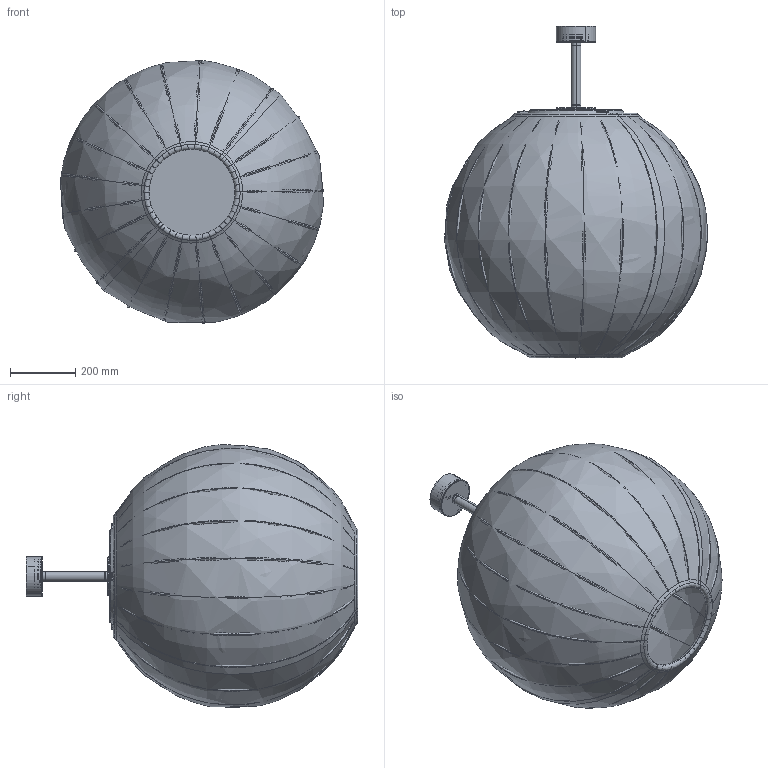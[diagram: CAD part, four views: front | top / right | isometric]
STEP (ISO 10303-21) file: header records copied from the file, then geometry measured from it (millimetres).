
FILE_DESCRIPTION (( 'STEP AP203' ), '1' );
FILE_NAME ('NANS SPHERA PF-80 309051yyxxx.STEP', '2021-07-19T14:11:58', ( '' ), ( '' ), 'SwSTEP 2.0', 'SolidWorks 2019', '' );
FILE_SCHEMA (( 'CONFIG_CONTROL_DESIGN' ));
Length unit declared in the file: millimetre
Products named in the file (18): 000-DIFUSOR POLIESTER PARA 300; 000-309-112; 000-261-049; 000-914-207; 000-309-050; 000-914-186; 000-MON PANEL GRANDE IP TUBOS RIGIDOS; 000-309-057; 000-D913-46A2; 000-309-056; NANS SPHERA PF-80 309051yyxxx; 000-D7991-312A2; TAPON TORNILLO M4^000-MON PANEL GRANDE IP TUBOS RIGIDOS; 000-D6798J-5.3A2; 000-FLORON TUBO RIGIDO NANS ESFERAS; 000-309-066; 000-338-150; 000-309-068
Assembly tree (32 placements, depth 4):
  NANS SPHERA PF-80 309051yyxxx
    000-MON PANEL GRANDE IP TUBOS RIGIDOS
      000-261-049
      000-DIFUSOR POLIESTER PARA 300
      000-FLORON TUBO RIGIDO NANS ESFERAS
        000-338-150
        000-309-068
        000-D913-46A2  x3
        000-914-186
      000-309-112
      000-309-066
      TAPON TORNILLO M4^000-MON PANEL GRANDE IP TUBOS RIGIDOS  x3
      000-309-056
      000-309-057  x3
      000-914-207  x3
      000-D6798J-5.3A2  x3
      000-D7991-312A2  x6
    000-309-050
Bounding box: 803.71 x 1014.14 x 802.6 mm (x, y, z)
Volume: 13492123.5 mm3; surface area: 5518663.8 mm2
Topology: 57 solids, 57 shells, 1709 faces, 4172 edges, 2527 vertices
Faces by surface type: plane 548, bspline 501, cylinder 454, cone 206
Entity records: 53307 total; most frequent: CARTESIAN_POINT 21540, ORIENTED_EDGE 6466, DIRECTION 5708, EDGE_CURVE 3233, AXIS2_PLACEMENT_3D 2235, VERTEX_POINT 1999, EDGE_LOOP 1522, FACE_OUTER_BOUND 1352
